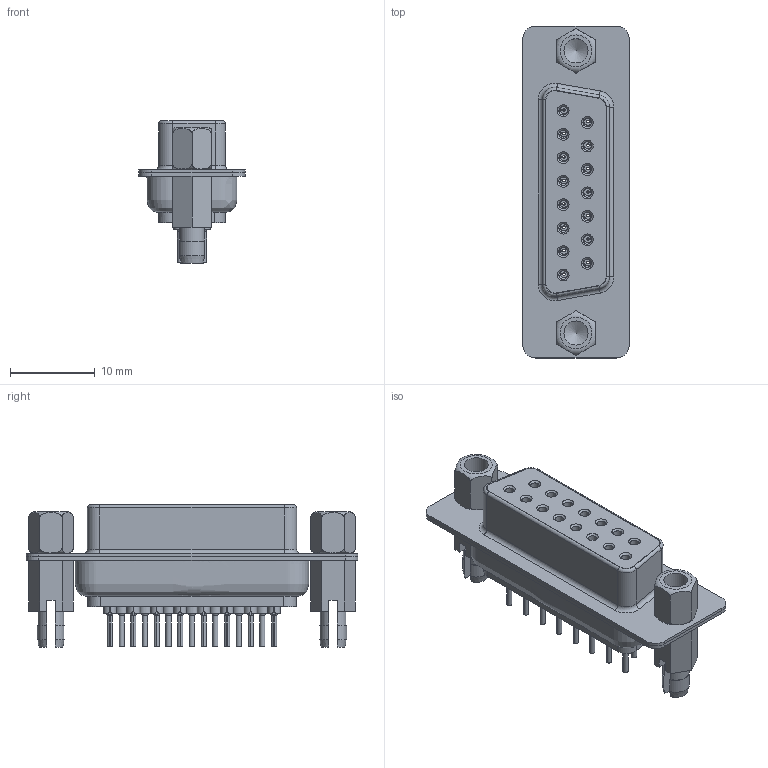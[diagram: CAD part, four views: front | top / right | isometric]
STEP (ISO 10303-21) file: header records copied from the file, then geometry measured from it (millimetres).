
FILE_DESCRIPTION(/* description */ ('Unknown'),/* implementation_level */ '2;1');
FILE_NAME(/* name */ 'J_Wurth_WR-DSUB_61801529321',/* time_stamp */ '2025-07-16T11:02:13+08:00',/* author */ ('Unknown'),/* organization */ ('Unknown'),/* preprocessor_version */ 'ST-DEVELOPER v19.4',/* originating_system */ 'Solid Edge',/* authorisation */ 'Unknown');
FILE_SCHEMA (('AUTOMOTIVE_DESIGN {1 0 10303 214 3 1 1}'));
Length unit declared in the file: millimetre
Products named in the file (2): J_Wurth_WR-DSUB_61801529321
Assembly tree (1 placements, depth 2):
  J_Wurth_WR-DSUB_61801529321
    J_Wurth_WR-DSUB_61801529321
Bounding box: 12.55 x 39.2 x 16.8 mm (x, y, z)
Volume: 2903.8 mm3; surface area: 7554 mm2
Topology: 23 solids, 23 shells, 1340 faces, 3618 edges, 2340 vertices
Faces by surface type: plane 753, cylinder 308, cone 237, torus 31, bspline 11
Full cylindrical faces by diameter (mm): 1 x15, 1.5 x15, 1.6 x15, 2.75 x2, 2.85 x2, 3 x6
Entity records: 50028 total; most frequent: CARTESIAN_POINT 15501, DIRECTION 7328, ORIENTED_EDGE 6990, EDGE_CURVE 3495, AXIS2_PLACEMENT_3D 2906, VERTEX_POINT 2300, LINE 1516, VECTOR 1516
